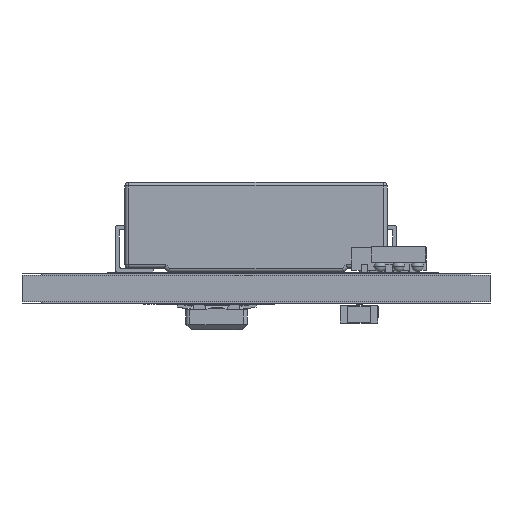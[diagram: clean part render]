
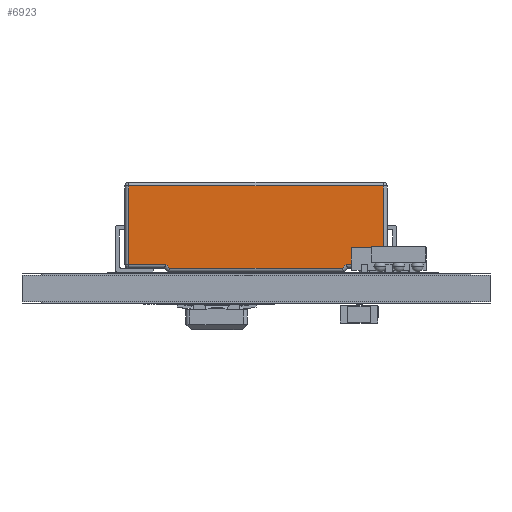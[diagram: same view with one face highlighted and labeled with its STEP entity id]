
A CAD part, front view. The second image highlights one B-rep face of the part: STEP entity #6923.
In plain terms, the highlighted face is planar.
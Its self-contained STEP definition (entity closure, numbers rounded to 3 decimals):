
#6923 = ADVANCED_FACE('',(#6924),#6990,.F.);
#6924 = FACE_BOUND('',#6925,.T.);
#6925 = EDGE_LOOP('',(#6926,#6936,#6944,#6952,#6960,#6968,#6976,#6984));
#6926 = ORIENTED_EDGE('',*,*,#6927,.F.);
#6927 = EDGE_CURVE('',#6928,#6930,#6932,.T.);
#6928 = VERTEX_POINT('',#6929);
#6929 = CARTESIAN_POINT('',(2.309,0.1,-1.15));
#6930 = VERTEX_POINT('',#6931);
#6931 = CARTESIAN_POINT('',(2.409,0.2,-1.15));
#6932 = LINE('',#6933,#6934);
#6933 = CARTESIAN_POINT('',(1.154,-1.054,-1.15));
#6934 = VECTOR('',#6935,1.);
#6935 = DIRECTION('',(0.707,0.707,0.)
  );
#6936 = ORIENTED_EDGE('',*,*,#6937,.T.);
#6937 = EDGE_CURVE('',#6928,#6938,#6940,.T.);
#6938 = VERTEX_POINT('',#6939);
#6939 = CARTESIAN_POINT('',(-2.309,0.1,-1.15));
#6940 = LINE('',#6941,#6942);
#6941 = CARTESIAN_POINT('',(0.,0.1,-1.15));
#6942 = VECTOR('',#6943,1.);
#6943 = DIRECTION('',(-1.,0.,0.));
#6944 = ORIENTED_EDGE('',*,*,#6945,.T.);
#6945 = EDGE_CURVE('',#6938,#6946,#6948,.T.);
#6946 = VERTEX_POINT('',#6947);
#6947 = CARTESIAN_POINT('',(-2.409,0.2,-1.15));
#6948 = LINE('',#6949,#6950);
#6949 = CARTESIAN_POINT('',(-1.154,-1.054,-1.15));
#6950 = VECTOR('',#6951,1.);
#6951 = DIRECTION('',(-0.707,0.707,0.)
  );
#6952 = ORIENTED_EDGE('',*,*,#6953,.T.);
#6953 = EDGE_CURVE('',#6946,#6954,#6956,.T.);
#6954 = VERTEX_POINT('',#6955);
#6955 = CARTESIAN_POINT('',(-3.4,0.2,-1.15));
#6956 = LINE('',#6957,#6958);
#6957 = CARTESIAN_POINT('',(0.,0.2,-1.15));
#6958 = VECTOR('',#6959,1.);
#6959 = DIRECTION('',(-1.,0.,0.));
#6960 = ORIENTED_EDGE('',*,*,#6961,.F.);
#6961 = EDGE_CURVE('',#6962,#6954,#6964,.T.);
#6962 = VERTEX_POINT('',#6963);
#6963 = CARTESIAN_POINT('',(-3.4,2.3,-1.15));
#6964 = LINE('',#6965,#6966);
#6965 = CARTESIAN_POINT('',(-3.4,0.1,-1.15));
#6966 = VECTOR('',#6967,1.);
#6967 = DIRECTION('',(0.,-1.,0.));
#6968 = ORIENTED_EDGE('',*,*,#6969,.F.);
#6969 = EDGE_CURVE('',#6970,#6962,#6972,.T.);
#6970 = VERTEX_POINT('',#6971);
#6971 = CARTESIAN_POINT('',(3.4,2.3,-1.15));
#6972 = LINE('',#6973,#6974);
#6973 = CARTESIAN_POINT('',(3.5,2.3,-1.15));
#6974 = VECTOR('',#6975,1.);
#6975 = DIRECTION('',(-1.,0.,0.));
#6976 = ORIENTED_EDGE('',*,*,#6977,.T.);
#6977 = EDGE_CURVE('',#6970,#6978,#6980,.T.);
#6978 = VERTEX_POINT('',#6979);
#6979 = CARTESIAN_POINT('',(3.4,0.2,-1.15));
#6980 = LINE('',#6981,#6982);
#6981 = CARTESIAN_POINT('',(3.4,0.1,-1.15));
#6982 = VECTOR('',#6983,1.);
#6983 = DIRECTION('',(0.,-1.,0.));
#6984 = ORIENTED_EDGE('',*,*,#6985,.T.);
#6985 = EDGE_CURVE('',#6978,#6930,#6986,.T.);
#6986 = LINE('',#6987,#6988);
#6987 = CARTESIAN_POINT('',(0.,0.2,-1.15));
#6988 = VECTOR('',#6989,1.);
#6989 = DIRECTION('',(-1.,0.,0.));
#6990 = PLANE('',#6991);
#6991 = AXIS2_PLACEMENT_3D('',#6992,#6993,#6994);
#6992 = CARTESIAN_POINT('',(0.,0.1,-1.15));
#6993 = DIRECTION('',(0.,0.,1.));
#6994 = DIRECTION('',(1.,0.,0.));
